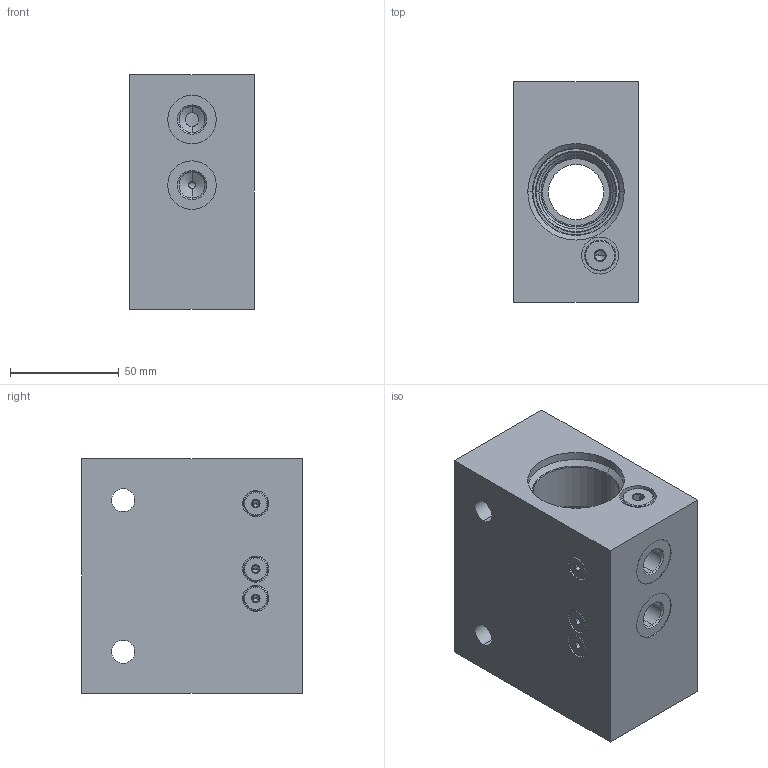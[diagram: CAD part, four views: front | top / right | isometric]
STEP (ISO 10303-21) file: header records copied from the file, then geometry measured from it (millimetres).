
FILE_DESCRIPTION((''),'2;1');
FILE_NAME('HGX_ASM','2023-02-22T',('ProEService'),(''),'PRO/ENGINEER BY PARAMETRIC TECHNOLOGY CORPORATION, 2014200','PRO/ENGINEER BY PARAMETRIC TECHNOLOGY CORPORATION, 2014200','');
FILE_SCHEMA(('CONFIG_CONTROL_DESIGN'));
Length unit declared in the file: inch
Products named in the file (5): 150-693-008; A330-006-004; CSZNXXN; A330-006-002; HGX_ASM
Assembly tree (6 placements, depth 2):
  HGX_ASM
    150-693-008
    A330-006-004
    CSZNXXN
    A330-006-002  x3
Bounding box: 57.15 x 101.6 x 107.95 mm (x, y, z)
Volume: 481840 mm3; surface area: 71086.7 mm2
Topology: 9 solids, 10 shells, 490 faces, 1305 edges, 945 vertices
Faces by surface type: cylinder 169, cone 131, plane 108, torus 72, revolution 8, sphere 2
Entity records: 14635 total; most frequent: CARTESIAN_POINT 4164, DIRECTION 2353, ORIENTED_EDGE 1796, AXIS2_PLACEMENT_3D 901, EDGE_CURVE 898, VECTOR 543, LINE 543, VERTEX_POINT 514
